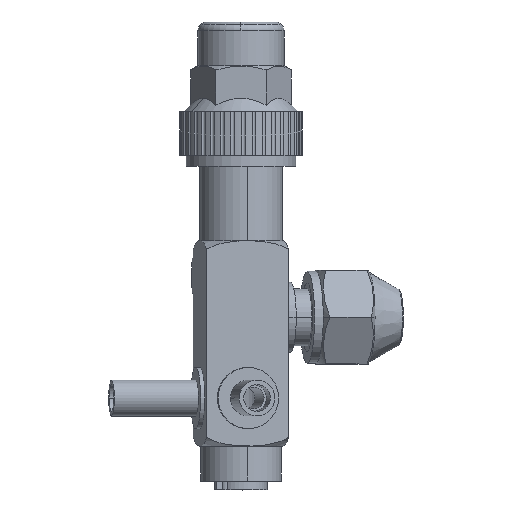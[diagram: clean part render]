
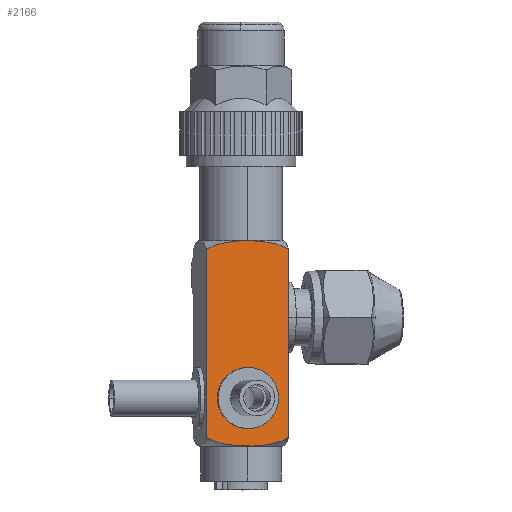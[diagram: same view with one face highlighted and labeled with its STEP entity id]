
A CAD part, top view. The second image highlights one B-rep face of the part: STEP entity #2166.
In plain terms, the highlighted face is planar.
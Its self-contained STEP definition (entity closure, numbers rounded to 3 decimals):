
#47=CARTESIAN_POINT('',(-9.5,2.,9.5));
#48=CARTESIAN_POINT('',(-9.5,1.685,8.96));
#49=CARTESIAN_POINT('',(-9.5,1.158,7.846));
#50=CARTESIAN_POINT('',(-9.5,0.616,6.108));
#51=CARTESIAN_POINT('',(-9.5,0.276,4.342));
#52=CARTESIAN_POINT('',(-9.5,0.09,2.578));
#53=CARTESIAN_POINT('',(-9.5,0.01,0.82));
#54=CARTESIAN_POINT('',(-9.5,0.012,-0.934));
#55=CARTESIAN_POINT('',(-9.5,0.095,-2.68));
#56=CARTESIAN_POINT('',(-9.5,0.285,-4.424));
#57=CARTESIAN_POINT('',(-9.5,0.625,-6.165));
#58=CARTESIAN_POINT('',(-9.5,1.161,-7.876));
#59=CARTESIAN_POINT('',(-9.5,1.677,-8.969));
#60=CARTESIAN_POINT('',(-9.5,1.984,-9.5));
#112=DIRECTION('',(0.,-1.,0.));
#113=VECTOR('',#112,43.);
#114=CARTESIAN_POINT('',(-9.5,45.,9.5));
#115=LINE('',#114,#113);
#184=CARTESIAN_POINT('',(-9.5,45.,-9.5));
#185=CARTESIAN_POINT('',(-9.5,45.28,-9.023));
#186=CARTESIAN_POINT('',(-9.5,45.762,-8.039));
#187=CARTESIAN_POINT('',(-9.5,46.29,-6.482));
#188=CARTESIAN_POINT('',(-9.5,46.646,-4.88));
#189=CARTESIAN_POINT('',(-9.5,46.863,-3.264));
#190=CARTESIAN_POINT('',(-9.5,46.977,-1.637));
#191=CARTESIAN_POINT('',(-9.5,47.,-0.547));
#192=CARTESIAN_POINT('',(-9.5,47.,0.));
#204=DIRECTION('',(0.,-1.,0.));
#205=VECTOR('',#204,43.016);
#206=CARTESIAN_POINT('',(-9.5,45.,-9.5));
#207=LINE('',#206,#205);
#208=CARTESIAN_POINT('',(-9.5,11.,0.));
#209=DIRECTION('',(1.,0.,0.));
#210=DIRECTION('',(0.,-1.,0.));
#211=AXIS2_PLACEMENT_3D('',#208,#209,#210);
#213=CARTESIAN_POINT('',(-9.5,11.,0.));
#214=DIRECTION('',(1.,0.,0.));
#215=DIRECTION('',(0.,1.,0.));
#216=AXIS2_PLACEMENT_3D('',#213,#214,#215);
#228=CARTESIAN_POINT('',(-9.5,47.,0.));
#229=CARTESIAN_POINT('',(-9.5,47.,0.546));
#230=CARTESIAN_POINT('',(-9.5,46.977,1.636));
#231=CARTESIAN_POINT('',(-9.5,46.863,3.263));
#232=CARTESIAN_POINT('',(-9.5,46.646,4.878));
#233=CARTESIAN_POINT('',(-9.5,46.29,6.481));
#234=CARTESIAN_POINT('',(-9.5,45.763,8.037));
#235=CARTESIAN_POINT('',(-9.5,45.28,9.023));
#236=CARTESIAN_POINT('',(-9.5,45.,9.5));
#1551=VERTEX_POINT('',#228);
#1552=VERTEX_POINT('',#236);
#1553=VERTEX_POINT('',#184);
#1554=CARTESIAN_POINT('',(-9.5,1.984,-9.5));
#1555=VERTEX_POINT('',#1554);
#1556=CARTESIAN_POINT('',(-9.5,2.,9.5));
#1557=VERTEX_POINT('',#1556);
#1887=CARTESIAN_POINT('',(-9.5,4.,0.));
#1889=VERTEX_POINT('',#1887);
#1891=CARTESIAN_POINT('',(-9.5,18.,0.));
#1893=VERTEX_POINT('',#1891);
#2146=CARTESIAN_POINT('',(-9.5,0.,-9.5));
#2147=DIRECTION('',(-1.,0.,0.));
#2148=DIRECTION('',(0.,0.,1.));
#2149=AXIS2_PLACEMENT_3D('',#2146,#2147,#2148);
#2150=PLANE('',#2149);
#2152=ORIENTED_EDGE('',*,*,#2151,.T.);
#2153=ORIENTED_EDGE('',*,*,#2034,.T.);
#2154=ORIENTED_EDGE('',*,*,#1972,.T.);
#2156=ORIENTED_EDGE('',*,*,#2155,.F.);
#2157=ORIENTED_EDGE('',*,*,#2139,.T.);
#2158=EDGE_LOOP('',(#2152,#2153,#2154,#2156,#2157));
#2159=FACE_OUTER_BOUND('',#2158,.F.);
#2161=ORIENTED_EDGE('',*,*,#2160,.F.);
#2163=ORIENTED_EDGE('',*,*,#2162,.F.);
#2164=EDGE_LOOP('',(#2161,#2163));
#2165=FACE_BOUND('',#2164,.F.);
#2166=ADVANCED_FACE('',(#2159,#2165),#2150,.T.);
#61=B_SPLINE_CURVE_WITH_KNOTS('',3,(#47,#48,#49,#50,#51,#52,#53,#54,#55,#56,#57,
#58,#59,#60),.UNSPECIFIED.,.F.,.F.,(4,1,1,1,1,1,1,1,1,1,1,4),(0.,
0.091,0.182,0.273,0.364,
0.455,0.545,0.636,0.727,
0.818,0.909,1.),.UNSPECIFIED.);
#193=B_SPLINE_CURVE_WITH_KNOTS('',3,(#184,#185,#186,#187,#188,#189,#190,#191,
#192),.UNSPECIFIED.,.F.,.F.,(4,1,1,1,1,1,4),(0.,0.167,
0.333,0.5,0.667,0.833,1.),
.UNSPECIFIED.);
#212=CIRCLE('',#211,7.);
#217=CIRCLE('',#216,7.);
#237=B_SPLINE_CURVE_WITH_KNOTS('',3,(#228,#229,#230,#231,#232,#233,#234,#235,
#236),.UNSPECIFIED.,.F.,.F.,(4,1,1,1,1,1,4),(0.,0.167,
0.333,0.5,0.667,0.833,1.),
.UNSPECIFIED.);
#1972=EDGE_CURVE('',#1557,#1555,#61,.T.);
#2034=EDGE_CURVE('',#1552,#1557,#115,.T.);
#2139=EDGE_CURVE('',#1553,#1551,#193,.T.);
#2151=EDGE_CURVE('',#1551,#1552,#237,.T.);
#2155=EDGE_CURVE('',#1553,#1555,#207,.T.);
#2160=EDGE_CURVE('',#1889,#1893,#212,.T.);
#2162=EDGE_CURVE('',#1893,#1889,#217,.T.);
